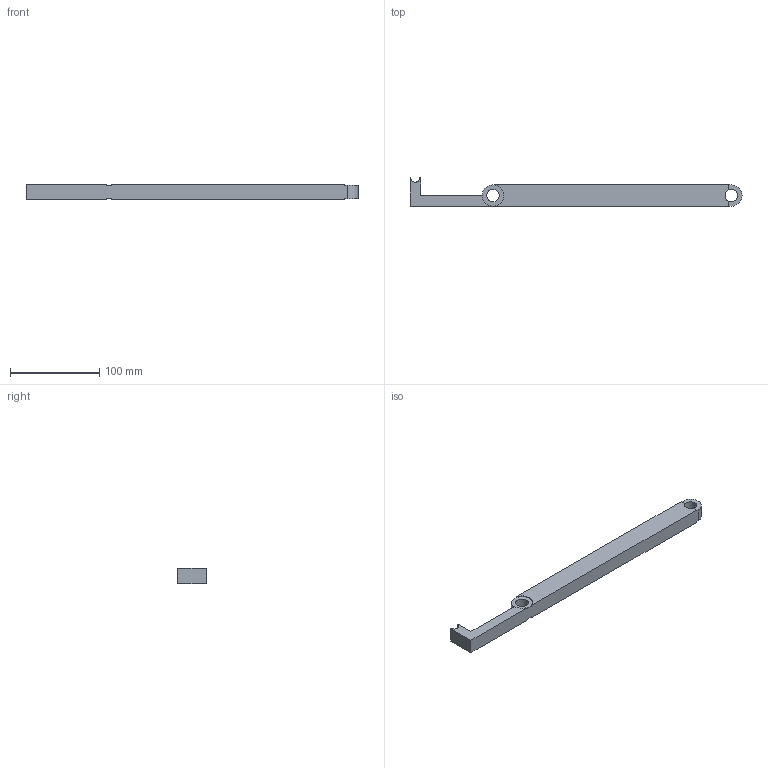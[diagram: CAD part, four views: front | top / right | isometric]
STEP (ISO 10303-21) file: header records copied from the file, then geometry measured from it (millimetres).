
FILE_DESCRIPTION((''),'2;1');
FILE_NAME('5-04','2022-01-09T15:25:18',('Y'),('FoxCAVITY'),'CREO PARAMETRIC BY PTC INC, 2020454','CREO PARAMETRIC BY PTC INC, 2020454','');
FILE_SCHEMA(('CONFIG_CONTROL_DESIGN'));
Length unit declared in the file: millimetre
Products named in the file (1): 5-04
Bounding box: 372.4 x 32 x 17 mm (x, y, z)
Volume: 83124.1 mm3; surface area: 41938.4 mm2
Topology: 1 solids, 1 shells, 58 faces, 159 edges, 102 vertices
Faces by surface type: plane 35, cylinder 23
Entity records: 1939 total; most frequent: CARTESIAN_POINT 407, ORIENTED_EDGE 318, DIRECTION 301, EDGE_CURVE 159, VECTOR 117, LINE 117, VERTEX_POINT 102, AXIS2_PLACEMENT_3D 92
